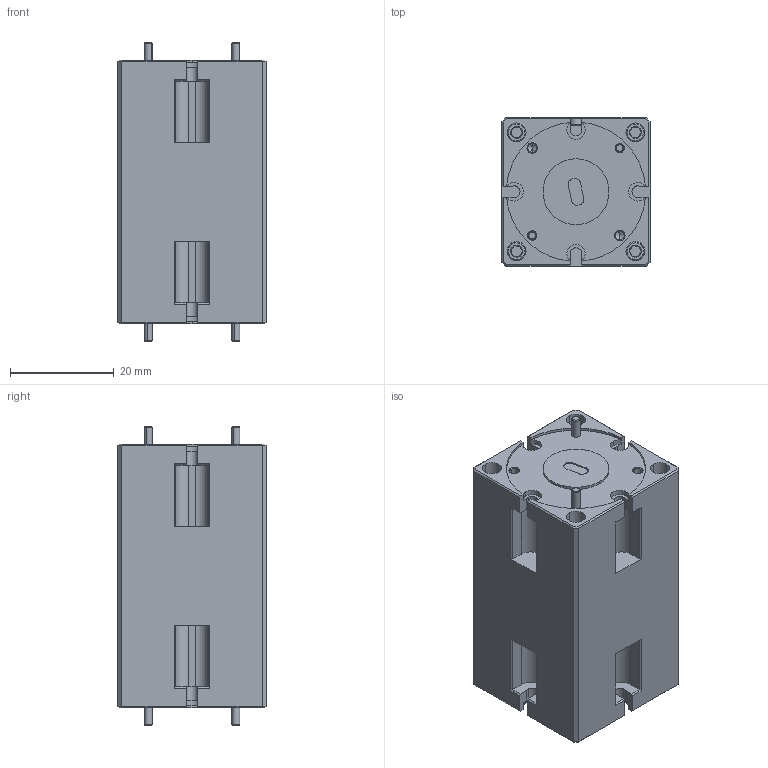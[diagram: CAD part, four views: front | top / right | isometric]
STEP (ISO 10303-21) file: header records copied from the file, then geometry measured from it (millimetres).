
FILE_DESCRIPTION (( 'STEP AP203' ), '1' );
FILE_NAME ('STF-19-S1-C.STEP', '2025-04-03T18:41:02', ( '' ), ( '' ), 'SwSTEP 2.0', 'SolidWorks 2021', '' );
FILE_SCHEMA (( 'CONFIG_CONTROL_DESIGN' ));
Length unit declared in the file: inch
Products named in the file (1): STF-19-S1-C
Bounding box: 28.57 x 28.57 x 57.53 mm (x, y, z)
Volume: 37379.2 mm3; surface area: 10231.8 mm2
Topology: 14 solids, 14 shells, 584 faces, 1327 edges, 802 vertices
Faces by surface type: plane 268, cylinder 169, cone 147
Entity records: 16354 total; most frequent: CARTESIAN_POINT 3049, DIRECTION 2887, ORIENTED_EDGE 2622, EDGE_CURVE 1311, AXIS2_PLACEMENT_3D 1054, VERTEX_POINT 802, VECTOR 779, LINE 779
